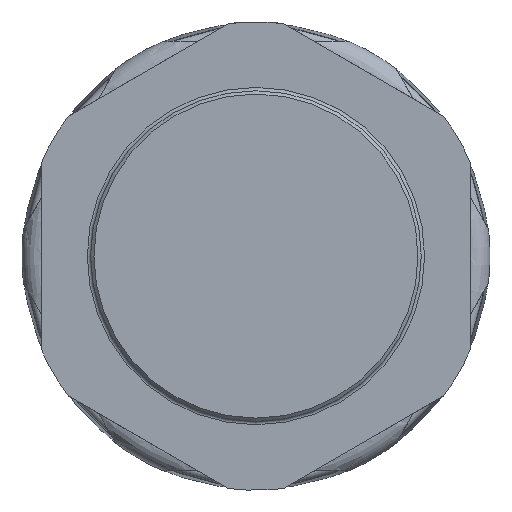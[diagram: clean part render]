
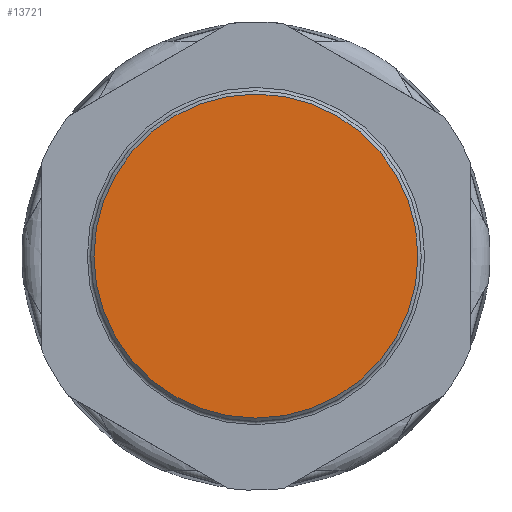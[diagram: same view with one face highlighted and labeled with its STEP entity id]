
A CAD part, left-side view. The second image highlights one B-rep face of the part: STEP entity #13721.
In plain terms, the highlighted planar face has unit normal (-1, 0, 0).
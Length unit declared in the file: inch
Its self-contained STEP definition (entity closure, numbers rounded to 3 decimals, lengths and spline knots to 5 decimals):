
#1832=PLANE('',#14950);
#2294=FACE_OUTER_BOUND('',#3040,.T.);
#3040=EDGE_LOOP('',(#10297));
#3866=CIRCLE('',#14951,0.96457);
#5407=VERTEX_POINT('',#23505);
#7149=EDGE_CURVE('',#5407,#5407,#3866,.T.);
#10297=ORIENTED_EDGE('',*,*,#7149,.F.);
#13721=ADVANCED_FACE('',(#2294),#1832,.T.);
#14950=AXIS2_PLACEMENT_3D('',#23504,#17713,#17714);
#14951=AXIS2_PLACEMENT_3D('',#23506,#17715,#17716);
#17713=DIRECTION('center_axis',(-1.,0.,0.));
#17714=DIRECTION('ref_axis',(0.,0.,
1.));
#17715=DIRECTION('center_axis',(1.,0.,0.));
#17716=DIRECTION('ref_axis',(0.,0.,
1.));
#23504=CARTESIAN_POINT('Origin',(-2.51268,0.,
-0.98425));
#23505=CARTESIAN_POINT('',(-2.51268,0.,-0.96457));
#23506=CARTESIAN_POINT('Origin',(-2.51268,0.,
0.));
